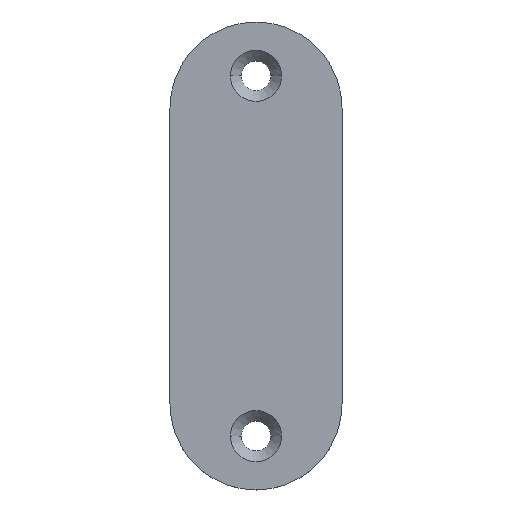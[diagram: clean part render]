
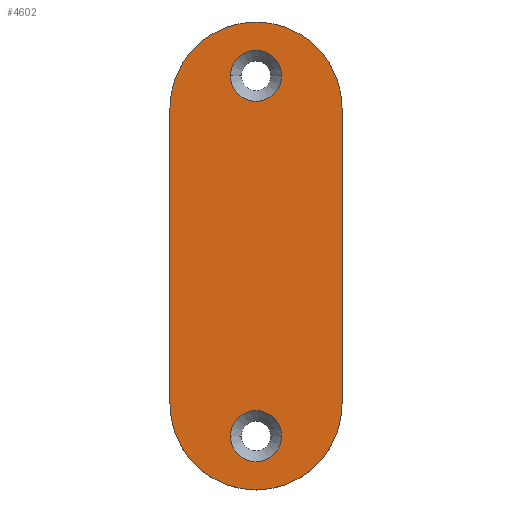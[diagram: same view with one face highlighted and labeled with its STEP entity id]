
A CAD part, top view. The second image highlights one B-rep face of the part: STEP entity #4602.
In plain terms, the highlighted planar face has unit normal (0, 0, 1).
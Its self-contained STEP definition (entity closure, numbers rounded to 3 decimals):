
#166 = DIRECTION ( 'NONE',  ( 1., 0., 0. ) ) ;
#169 = DIRECTION ( 'NONE',  ( 0., 0., -1. ) ) ;
#346 = VERTEX_POINT ( 'NONE', #7509 ) ;
#498 = DIRECTION ( 'NONE',  ( 0., 0., 1. ) ) ;
#519 = VERTEX_POINT ( 'NONE', #10348 ) ;
#570 = DIRECTION ( 'NONE',  ( 0., 0., -1. ) ) ;
#654 = DIRECTION ( 'NONE',  ( 1., 0., 0. ) ) ;
#742 = EDGE_LOOP ( 'NONE', ( #3831, #6364, #8016, #6945, #6531, #7832 ) ) ;
#858 = PLANE ( 'NONE',  #7722 ) ;
#947 = DIRECTION ( 'NONE',  ( 0., 0., 1. ) ) ;
#1322 = VERTEX_POINT ( 'NONE', #9553 ) ;
#1451 = CARTESIAN_POINT ( 'NONE',  ( 0., -27.5, 7. ) ) ;
#1484 = CARTESIAN_POINT ( 'NONE',  ( 0., 0., 7. ) ) ;
#1599 = VERTEX_POINT ( 'NONE', #3601 ) ;
#1646 = DIRECTION ( 'NONE',  ( 0., 0., -1. ) ) ;
#1888 = CARTESIAN_POINT ( 'NONE',  ( 0., -33.5, 7. ) ) ;
#2055 = CIRCLE ( 'NONE', #9089, 16. ) ;
#2238 = CARTESIAN_POINT ( 'NONE',  ( 16., 27.5, 7. ) ) ;
#2461 = CARTESIAN_POINT ( 'NONE',  ( 0., -33.5, 7. ) ) ;
#2490 = AXIS2_PLACEMENT_3D ( 'NONE', #2461, #1646, #8163 ) ;
#2692 = EDGE_CURVE ( 'NONE', #8049, #8827, #4928, .T. ) ;
#2862 = CARTESIAN_POINT ( 'NONE',  ( 4.75, -33.5, 7. ) ) ;
#3030 = AXIS2_PLACEMENT_3D ( 'NONE', #9161, #947, #166 ) ;
#3044 = VERTEX_POINT ( 'NONE', #3549 ) ;
#3150 = ORIENTED_EDGE ( 'NONE', *, *, #7385, .T. ) ;
#3226 = CIRCLE ( 'NONE', #9875, 4.75 ) ;
#3375 = CIRCLE ( 'NONE', #7472, 4.75 ) ;
#3399 = ORIENTED_EDGE ( 'NONE', *, *, #6523, .T. ) ;
#3475 = CARTESIAN_POINT ( 'NONE',  ( -16., 43.5, 7. ) ) ;
#3549 = CARTESIAN_POINT ( 'NONE',  ( -4.75, -33.5, 7. ) ) ;
#3601 = CARTESIAN_POINT ( 'NONE',  ( 4.75, 33.5, 7. ) ) ;
#3720 = DIRECTION ( 'NONE',  ( 1., 0., 0. ) ) ;
#3831 = ORIENTED_EDGE ( 'NONE', *, *, #7177, .T. ) ;
#3858 = EDGE_LOOP ( 'NONE', ( #6059, #3399 ) ) ;
#3927 = CIRCLE ( 'NONE', #3030, 16. ) ;
#3934 = ORIENTED_EDGE ( 'NONE', *, *, #4562, .T. ) ;
#4102 = CIRCLE ( 'NONE', #10196, 16. ) ;
#4131 = CARTESIAN_POINT ( 'NONE',  ( 16., -27.5, 7. ) ) ;
#4314 = CARTESIAN_POINT ( 'NONE',  ( 0., 27.5, 7. ) ) ;
#4347 = VECTOR ( 'NONE', #9793, 1000. ) ;
#4562 = EDGE_CURVE ( 'NONE', #6685, #3044, #4773, .T. ) ;
#4602 = ADVANCED_FACE ( 'NONE', ( #9396, #6462, #9158 ), #858, .T. ) ;
#4611 = CARTESIAN_POINT ( 'NONE',  ( 0., 33.5, 7. ) ) ;
#4773 = CIRCLE ( 'NONE', #2490, 4.75 ) ;
#4928 = LINE ( 'NONE', #6103, #5317 ) ;
#5037 = CARTESIAN_POINT ( 'NONE',  ( 0., 33.5, 7. ) ) ;
#5317 = VECTOR ( 'NONE', #9251, 1000. ) ;
#5413 = CARTESIAN_POINT ( 'NONE',  ( 0., -27.5, 7. ) ) ;
#5511 = CARTESIAN_POINT ( 'NONE',  ( -16., -27.5, 7. ) ) ;
#5541 = VERTEX_POINT ( 'NONE', #10291 ) ;
#5550 = EDGE_CURVE ( 'NONE', #1599, #5541, #7576, .T. ) ;
#6059 = ORIENTED_EDGE ( 'NONE', *, *, #5550, .T. ) ;
#6103 = CARTESIAN_POINT ( 'NONE',  ( 16., 43.5, 7. ) ) ;
#6280 = DIRECTION ( 'NONE',  ( 1., 0., 0. ) ) ;
#6364 = ORIENTED_EDGE ( 'NONE', *, *, #8815, .T. ) ;
#6462 = FACE_BOUND ( 'NONE', #10486, .T. ) ;
#6523 = EDGE_CURVE ( 'NONE', #5541, #1599, #3375, .T. ) ;
#6531 = ORIENTED_EDGE ( 'NONE', *, *, #10244, .T. ) ;
#6685 = VERTEX_POINT ( 'NONE', #2862 ) ;
#6698 = DIRECTION ( 'NONE',  ( 1., 0., 0. ) ) ;
#6945 = ORIENTED_EDGE ( 'NONE', *, *, #9909, .T. ) ;
#7077 = DIRECTION ( 'NONE',  ( 0., 0., 1. ) ) ;
#7099 = EDGE_CURVE ( 'NONE', #346, #8924, #10113, .T. ) ;
#7177 = EDGE_CURVE ( 'NONE', #8924, #519, #4102, .T. ) ;
#7385 = EDGE_CURVE ( 'NONE', #3044, #6685, #3226, .T. ) ;
#7472 = AXIS2_PLACEMENT_3D ( 'NONE', #5037, #169, #6698 ) ;
#7509 = CARTESIAN_POINT ( 'NONE',  ( -16., 27.5, 7. ) ) ;
#7571 = DIRECTION ( 'NONE',  ( 1., 0., 0. ) ) ;
#7576 = CIRCLE ( 'NONE', #8505, 4.75 ) ;
#7708 = DIRECTION ( 'NONE',  ( 0., 0., 1. ) ) ;
#7722 = AXIS2_PLACEMENT_3D ( 'NONE', #1484, #7077, #654 ) ;
#7832 = ORIENTED_EDGE ( 'NONE', *, *, #7099, .T. ) ;
#7893 = CIRCLE ( 'NONE', #9349, 16. ) ;
#8016 = ORIENTED_EDGE ( 'NONE', *, *, #2692, .T. ) ;
#8049 = VERTEX_POINT ( 'NONE', #4131 ) ;
#8163 = DIRECTION ( 'NONE',  ( 1., 0., 0. ) ) ;
#8505 = AXIS2_PLACEMENT_3D ( 'NONE', #4611, #570, #6280 ) ;
#8763 = DIRECTION ( 'NONE',  ( 1., 0., 0. ) ) ;
#8815 = EDGE_CURVE ( 'NONE', #519, #8049, #2055, .T. ) ;
#8827 = VERTEX_POINT ( 'NONE', #2238 ) ;
#8924 = VERTEX_POINT ( 'NONE', #5511 ) ;
#9089 = AXIS2_PLACEMENT_3D ( 'NONE', #5413, #498, #3720 ) ;
#9158 = FACE_OUTER_BOUND ( 'NONE', #742, .T. ) ;
#9161 = CARTESIAN_POINT ( 'NONE',  ( 0., 27.5, 7. ) ) ;
#9207 = DIRECTION ( 'NONE',  ( 0., 0., -1. ) ) ;
#9251 = DIRECTION ( 'NONE',  ( 0., 1., 0. ) ) ;
#9349 = AXIS2_PLACEMENT_3D ( 'NONE', #4314, #7708, #9380 ) ;
#9380 = DIRECTION ( 'NONE',  ( 1., 0., 0. ) ) ;
#9396 = FACE_BOUND ( 'NONE', #3858, .T. ) ;
#9553 = CARTESIAN_POINT ( 'NONE',  ( 0., 43.5, 7. ) ) ;
#9793 = DIRECTION ( 'NONE',  ( 0., -1., 0. ) ) ;
#9875 = AXIS2_PLACEMENT_3D ( 'NONE', #1888, #9207, #7571 ) ;
#9909 = EDGE_CURVE ( 'NONE', #8827, #1322, #3927, .T. ) ;
#10113 = LINE ( 'NONE', #3475, #4347 ) ;
#10196 = AXIS2_PLACEMENT_3D ( 'NONE', #1451, #10450, #8763 ) ;
#10244 = EDGE_CURVE ( 'NONE', #1322, #346, #7893, .T. ) ;
#10291 = CARTESIAN_POINT ( 'NONE',  ( -4.75, 33.5, 7. ) ) ;
#10348 = CARTESIAN_POINT ( 'NONE',  ( 0., -43.5, 7. ) ) ;
#10450 = DIRECTION ( 'NONE',  ( 0., 0., 1. ) ) ;
#10486 = EDGE_LOOP ( 'NONE', ( #3934, #3150 ) ) ;
